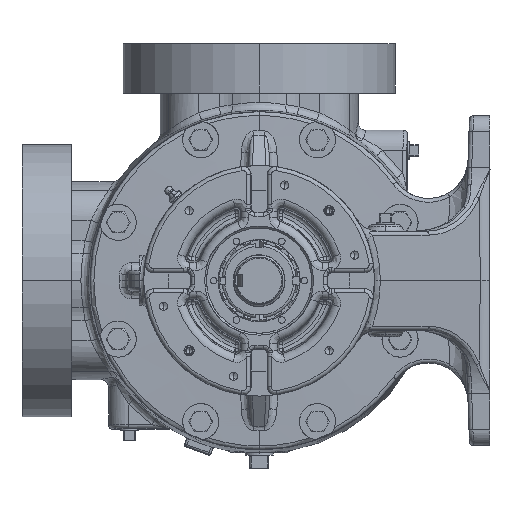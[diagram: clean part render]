
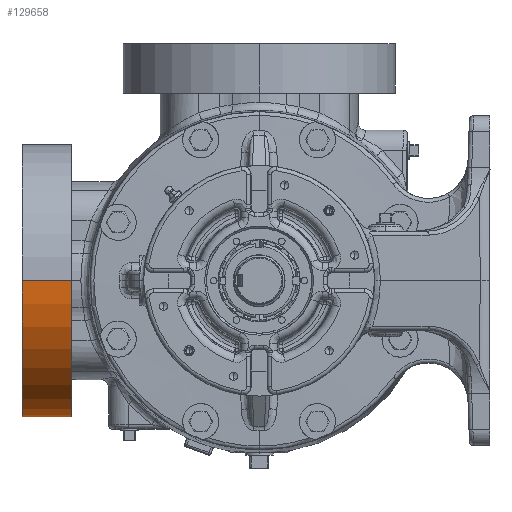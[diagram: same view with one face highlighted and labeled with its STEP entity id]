
A CAD part, left-side view. The second image highlights one B-rep face of the part: STEP entity #129658.
In plain terms, the highlighted cylindrical face has radius 104.775 mm (diameter 209.55 mm), a partial arc.
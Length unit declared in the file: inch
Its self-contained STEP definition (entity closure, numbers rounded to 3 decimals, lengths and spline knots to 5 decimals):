
#1020 = CYLINDRICAL_SURFACE ( 'NONE', #107048, 4.125 ) ;
#1087 = DIRECTION ( 'NONE',  ( -1., 0., 0. ) ) ;
#1387 = CARTESIAN_POINT ( 'NONE',  ( 7.47, 4.71826, 0. ) ) ;
#6044 = VECTOR ( 'NONE', #70430, 39.37008 ) ;
#8581 = EDGE_CURVE ( 'NONE', #68820, #261201, #59741, .T. ) ;
#13882 = VECTOR ( 'NONE', #44467, 39.37008 ) ;
#23567 = CARTESIAN_POINT ( 'NONE',  ( 7.47, 7.1875, 0. ) ) ;
#28740 = AXIS2_PLACEMENT_3D ( 'NONE', #191169, #128664, #1087 ) ;
#31673 = EDGE_LOOP ( 'NONE', ( #216857, #55878, #253969, #122164 ) ) ;
#44406 = CARTESIAN_POINT ( 'NONE',  ( 7.47, 5.6875, 0. ) ) ;
#44467 = DIRECTION ( 'NONE',  ( 0., -1., 0. ) ) ;
#53297 = CARTESIAN_POINT ( 'NONE',  ( -0.78, 7.1875, 0. ) ) ;
#55878 = ORIENTED_EDGE ( 'NONE', *, *, #85111, .T. ) ;
#59741 = CIRCLE ( 'NONE', #28740, 4.125 ) ;
#60087 = EDGE_CURVE ( 'NONE', #68820, #263049, #196727, .T. ) ;
#62119 = CARTESIAN_POINT ( 'NONE',  ( 3.345, 4.71826, 0. ) ) ;
#68820 = VERTEX_POINT ( 'NONE', #53297 ) ;
#70430 = DIRECTION ( 'NONE',  ( 0., -1., 0. ) ) ;
#85111 = EDGE_CURVE ( 'NONE', #261201, #101070, #194218, .T. ) ;
#101070 = VERTEX_POINT ( 'NONE', #44406 ) ;
#106335 = FACE_OUTER_BOUND ( 'NONE', #31673, .T. ) ;
#107048 = AXIS2_PLACEMENT_3D ( 'NONE', #62119, #189725, #274114 ) ;
#107235 = AXIS2_PLACEMENT_3D ( 'NONE', #110476, #253379, #254727 ) ;
#110476 = CARTESIAN_POINT ( 'NONE',  ( 3.345, 5.6875, 0. ) ) ;
#122164 = ORIENTED_EDGE ( 'NONE', *, *, #60087, .F. ) ;
#128664 = DIRECTION ( 'NONE',  ( 0., -1., 0. ) ) ;
#129292 = CIRCLE ( 'NONE', #107235, 4.125 ) ;
#129658 = ADVANCED_FACE ( 'NONE', ( #106335 ), #1020, .T. ) ;
#130154 = EDGE_CURVE ( 'NONE', #263049, #101070, #129292, .T. ) ;
#153978 = CARTESIAN_POINT ( 'NONE',  ( -0.78, 5.6875, 0. ) ) ;
#189725 = DIRECTION ( 'NONE',  ( 0., -1., 0. ) ) ;
#191169 = CARTESIAN_POINT ( 'NONE',  ( 3.345, 7.1875, 0. ) ) ;
#194218 = LINE ( 'NONE', #1387, #13882 ) ;
#196727 = LINE ( 'NONE', #260320, #6044 ) ;
#216857 = ORIENTED_EDGE ( 'NONE', *, *, #8581, .T. ) ;
#253379 = DIRECTION ( 'NONE',  ( 0., -1., 0. ) ) ;
#253969 = ORIENTED_EDGE ( 'NONE', *, *, #130154, .F. ) ;
#254727 = DIRECTION ( 'NONE',  ( -1., 0., 0. ) ) ;
#260320 = CARTESIAN_POINT ( 'NONE',  ( -0.78, 4.71826, 0. ) ) ;
#261201 = VERTEX_POINT ( 'NONE', #23567 ) ;
#263049 = VERTEX_POINT ( 'NONE', #153978 ) ;
#274114 = DIRECTION ( 'NONE',  ( -1., 0., 0. ) ) ;
